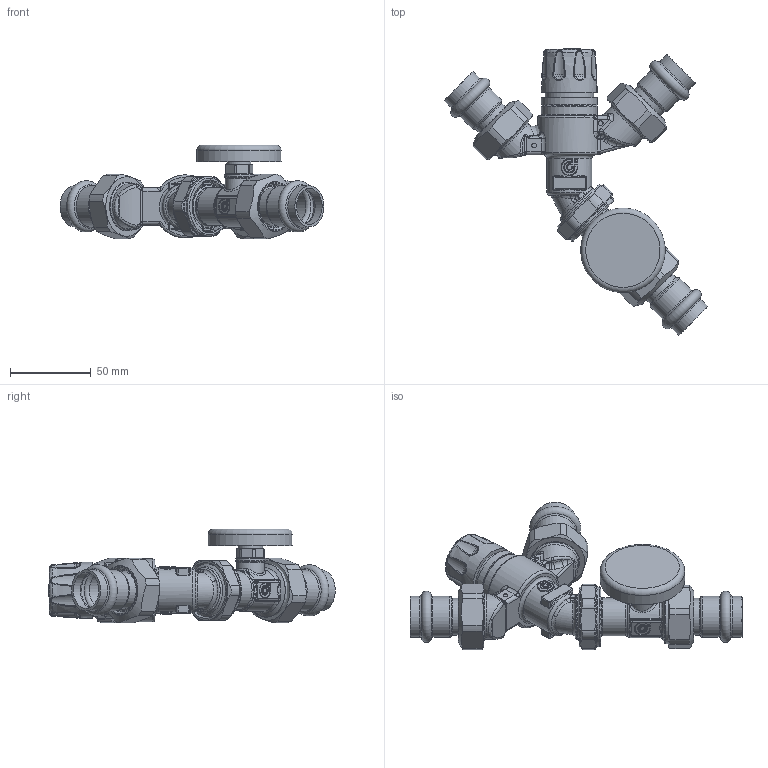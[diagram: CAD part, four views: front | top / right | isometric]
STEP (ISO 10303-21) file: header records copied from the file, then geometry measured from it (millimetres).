
FILE_DESCRIPTION(/* description */ (''),/* implementation_level */ '2;1');
FILE_NAME(/* name */ '520516A.stp',/* time_stamp */ '2025-06-27T10:41:44-05:00',/* author */ ('ischreiner'),/* organization */ (''),/* preprocessor_version */ 'ST-DEVELOPER v20',/* originating_system */ 'Autodesk Inventor 2024',/* authorisation */ '');
FILE_SCHEMA (('AUTOMOTIVE_DESIGN { 1 0 10303 214 3 1 1 }'));
Products named in the file (5): 520516A; 520051 body; NA10744 press tailpiece 0.75 inch; NA10358_Simplify_1; F61008 - 1 inch union nut
Assembly tree (8 placements, depth 2):
  520516A
    520051 body
    NA10744 press tailpiece 0.75 inch  x3
    NA10358_Simplify_1
    F61008 - 1 inch union nut  x3
Bounding box: 163.17 x 177.31 x 57.97 mm (x, y, z)
Volume: 231284.5 mm3; surface area: 75466.6 mm2
Topology: 12 solids, 12 shells, 1474 faces, 3396 edges, 1855 vertices
Faces by surface type: cylinder 467, bspline 404, plane 240, torus 190, sphere 112, cone 61
Full cylindrical faces by diameter (mm): 3 x2, 9.017 x1, 11.176 x1, 11.227 x1, 12.954 x1, 13.6 x1, 15.24 x1, 15.875 x1, 17 x1, 18 x1, 19.05 x3, 22.352 x6, 22.86 x3, 23.5 x1, 24 x1, 25.4 x6, 26.924 x3, 27.686 x3, 27.7 x1, 28 x2, 29.515 x3, 29.6 x1, 30.302 x3, 30.5 x1, 33.1 x4, 34.5 x1, 37 x2, 52.324 x1
Entity records: 75682 total; most frequent: CARTESIAN_POINT 46494, ORIENTED_EDGE 6118, DIRECTION 5630, EDGE_CURVE 3059, AXIS2_PLACEMENT_3D 2414, VERTEX_POINT 1727, EDGE_LOOP 1430, FACE_OUTER_BOUND 1386
